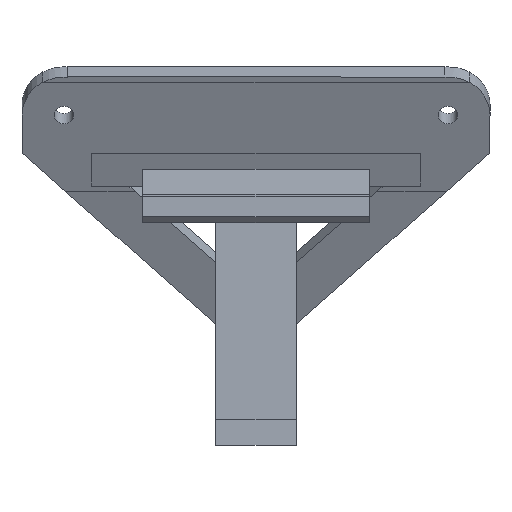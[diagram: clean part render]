
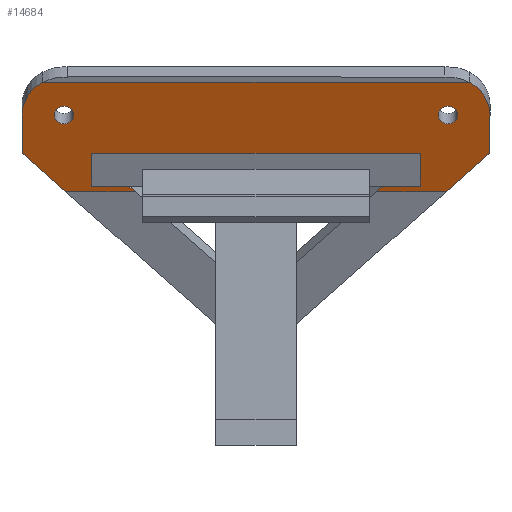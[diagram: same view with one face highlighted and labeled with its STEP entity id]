
A CAD part, front view. The second image highlights one B-rep face of the part: STEP entity #14684.
In plain terms, the highlighted planar face has unit normal (0, -0.906, -0.423).
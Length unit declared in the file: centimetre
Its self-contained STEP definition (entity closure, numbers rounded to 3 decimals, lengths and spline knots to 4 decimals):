
#50=FACE_BOUND('',#2247,.T.);
#51=FACE_BOUND('',#2248,.T.);
#429=CIRCLE('',#15706,0.2408);
#430=CIRCLE('',#15708,0.2408);
#431=CIRCLE('',#15713,1.0389);
#432=CIRCLE('',#15714,1.0389);
#1479=FACE_OUTER_BOUND('',#2246,.T.);
#2246=EDGE_LOOP('',(#13384,#13385,#13386,#13387,#13388,#13389,#13390,#13391,
#13392,#13393,#13394,#13395,#13396,#13397,#13398,#13399));
#2247=EDGE_LOOP('',(#13400));
#2248=EDGE_LOOP('',(#13401));
#3871=LINE('',#24543,#5540);
#3874=LINE('',#24548,#5543);
#3878=LINE('',#24555,#5547);
#3883=LINE('',#24589,#5552);
#3884=LINE('',#24591,#5553);
#3885=LINE('',#24592,#5554);
#3901=LINE('',#24624,#5570);
#3903=LINE('',#24628,#5572);
#3908=LINE('',#24636,#5577);
#3912=LINE('',#24648,#5581);
#3913=LINE('',#24651,#5582);
#3919=LINE('',#24661,#5588);
#3920=LINE('',#24665,#5589);
#3921=LINE('',#24668,#5590);
#5540=VECTOR('',#19300,1.);
#5543=VECTOR('',#19303,1.);
#5547=VECTOR('',#19309,1.);
#5552=VECTOR('',#19322,1.);
#5553=VECTOR('',#19323,1.);
#5554=VECTOR('',#19324,1.);
#5570=VECTOR('',#19350,1.);
#5572=VECTOR('',#19354,1.);
#5577=VECTOR('',#19359,1.);
#5581=VECTOR('',#19373,1.);
#5582=VECTOR('',#19376,1.);
#5588=VECTOR('',#19386,1.);
#5589=VECTOR('',#19389,1.);
#5590=VECTOR('',#19392,1.);
#6992=VERTEX_POINT('',#24541);
#6993=VERTEX_POINT('',#24542);
#6994=VERTEX_POINT('',#24545);
#6995=VERTEX_POINT('',#24547);
#6997=VERTEX_POINT('',#24553);
#6998=VERTEX_POINT('',#24588);
#6999=VERTEX_POINT('',#24590);
#7010=VERTEX_POINT('',#24623);
#7011=VERTEX_POINT('',#24627);
#7014=VERTEX_POINT('',#24634);
#7015=VERTEX_POINT('',#24638);
#7016=VERTEX_POINT('',#24642);
#7017=VERTEX_POINT('',#24646);
#7018=VERTEX_POINT('',#24650);
#7020=VERTEX_POINT('',#24660);
#7021=VERTEX_POINT('',#24662);
#7022=VERTEX_POINT('',#24664);
#7023=VERTEX_POINT('',#24666);
#9100=EDGE_CURVE('',#6992,#6993,#3871,.T.);
#9103=EDGE_CURVE('',#6995,#6994,#3874,.T.);
#9107=EDGE_CURVE('',#6994,#6997,#3878,.T.);
#9114=EDGE_CURVE('',#6998,#6993,#3883,.T.);
#9115=EDGE_CURVE('',#6999,#6995,#3884,.T.);
#9116=EDGE_CURVE('',#6998,#6999,#3885,.T.);
#9132=EDGE_CURVE('',#7010,#6992,#3901,.T.);
#9134=EDGE_CURVE('',#7011,#7010,#3903,.T.);
#9139=EDGE_CURVE('',#6997,#7014,#3908,.T.);
#9140=EDGE_CURVE('',#7015,#7015,#429,.T.);
#9142=EDGE_CURVE('',#7016,#7016,#430,.T.);
#9145=EDGE_CURVE('',#7014,#7017,#3912,.T.);
#9146=EDGE_CURVE('',#7018,#7011,#3913,.T.);
#9152=EDGE_CURVE('',#7017,#7020,#3919,.T.);
#9153=EDGE_CURVE('',#7020,#7021,#431,.T.);
#9154=EDGE_CURVE('',#7022,#7021,#3920,.T.);
#9155=EDGE_CURVE('',#7022,#7023,#432,.T.);
#9156=EDGE_CURVE('',#7023,#7018,#3921,.T.);
#13384=ORIENTED_EDGE('',*,*,#9103,.T.);
#13385=ORIENTED_EDGE('',*,*,#9107,.T.);
#13386=ORIENTED_EDGE('',*,*,#9139,.T.);
#13387=ORIENTED_EDGE('',*,*,#9145,.T.);
#13388=ORIENTED_EDGE('',*,*,#9152,.T.);
#13389=ORIENTED_EDGE('',*,*,#9153,.T.);
#13390=ORIENTED_EDGE('',*,*,#9154,.F.);
#13391=ORIENTED_EDGE('',*,*,#9155,.T.);
#13392=ORIENTED_EDGE('',*,*,#9156,.T.);
#13393=ORIENTED_EDGE('',*,*,#9146,.T.);
#13394=ORIENTED_EDGE('',*,*,#9134,.T.);
#13395=ORIENTED_EDGE('',*,*,#9132,.T.);
#13396=ORIENTED_EDGE('',*,*,#9100,.T.);
#13397=ORIENTED_EDGE('',*,*,#9114,.F.);
#13398=ORIENTED_EDGE('',*,*,#9116,.T.);
#13399=ORIENTED_EDGE('',*,*,#9115,.T.);
#13400=ORIENTED_EDGE('',*,*,#9140,.T.);
#13401=ORIENTED_EDGE('',*,*,#9142,.T.);
#13948=PLANE('',#15712);
#14684=ADVANCED_FACE('',(#1479,#50,#51),#13948,.T.);
#15706=AXIS2_PLACEMENT_3D('',#24639,#19362,#19363);
#15708=AXIS2_PLACEMENT_3D('',#24643,#19367,#19368);
#15712=AXIS2_PLACEMENT_3D('',#24659,#19384,#19385);
#15713=AXIS2_PLACEMENT_3D('',#24663,#19387,#19388);
#15714=AXIS2_PLACEMENT_3D('',#24667,#19390,#19391);
#19300=DIRECTION('',(-1.,0.,0.));
#19303=DIRECTION('',(-1.,0.,0.));
#19309=DIRECTION('',(-0.716,0.295,-0.632));
#19322=DIRECTION('',(0.,0.423,-0.906));
#19323=DIRECTION('',(0.,0.423,-0.906));
#19324=DIRECTION('',(1.,0.,0.));
#19350=DIRECTION('',(-0.716,-0.295,0.632));
#19354=DIRECTION('',(1.,0.,0.));
#19359=DIRECTION('',(1.,0.,0.));
#19362=DIRECTION('center_axis',(0.,0.906,0.423));
#19363=DIRECTION('ref_axis',(0.,-0.423,0.906));
#19367=DIRECTION('center_axis',(0.,0.906,0.423));
#19368=DIRECTION('ref_axis',(0.,-0.423,0.906));
#19373=DIRECTION('',(0.716,-0.295,0.632));
#19376=DIRECTION('',(0.716,0.295,-0.632));
#19384=DIRECTION('center_axis',(0.,-0.906,-0.423));
#19385=DIRECTION('ref_axis',(0.,0.423,-0.906));
#19386=DIRECTION('',(0.,-0.423,0.906));
#19387=DIRECTION('center_axis',(0.,-0.906,-0.423));
#19388=DIRECTION('ref_axis',(0.,-0.423,0.906));
#19389=DIRECTION('',(1.,0.,0.));
#19390=DIRECTION('center_axis',(0.,-0.906,-0.423));
#19391=DIRECTION('ref_axis',(0.,-0.423,0.906));
#19392=DIRECTION('',(0.,0.423,-0.906));
#24541=CARTESIAN_POINT('',(-3.1444,2.4581,5.7631));
#24542=CARTESIAN_POINT('',(-4.0687,2.4581,5.7631));
#24543=CARTESIAN_POINT('',(-2.0344,2.4581,5.7631));
#24545=CARTESIAN_POINT('',(3.1444,2.4581,5.7631));
#24547=CARTESIAN_POINT('',(4.0687,2.4581,5.7631));
#24548=CARTESIAN_POINT('',(-2.0344,2.4581,5.7631));
#24553=CARTESIAN_POINT('',(2.9882,2.5224,5.6253));
#24555=CARTESIAN_POINT('',(3.5089,2.3081,6.0848));
#24588=CARTESIAN_POINT('',(-4.0687,2.0778,6.5788));
#24589=CARTESIAN_POINT('',(-4.0687,2.0778,6.5788));
#24590=CARTESIAN_POINT('',(4.0687,2.0778,6.5788));
#24591=CARTESIAN_POINT('',(4.0687,1.6681,7.4573));
#24592=CARTESIAN_POINT('',(-2.0344,2.0778,6.5788));
#24623=CARTESIAN_POINT('',(-2.9882,2.5224,5.6253));
#24624=CARTESIAN_POINT('',(-1.7307,3.0399,4.5156));
#24627=CARTESIAN_POINT('',(-4.7083,2.5224,5.6253));
#24628=CARTESIAN_POINT('',(0.,2.5224,5.6253));
#24634=CARTESIAN_POINT('',(4.7083,2.5224,5.6253));
#24636=CARTESIAN_POINT('',(0.,2.5224,5.6253));
#24638=CARTESIAN_POINT('',(4.9908,1.6387,7.5203));
#24639=CARTESIAN_POINT('Origin',(4.75,1.6387,7.5203));
#24642=CARTESIAN_POINT('',(-4.5092,1.6387,7.5203));
#24643=CARTESIAN_POINT('Origin',(-4.75,1.6387,7.5203));
#24646=CARTESIAN_POINT('',(5.7889,2.0778,6.5788));
#24648=CARTESIAN_POINT('',(2.3931,3.4751,3.5822));
#24650=CARTESIAN_POINT('',(-5.7889,2.0778,6.5788));
#24651=CARTESIAN_POINT('',(-4.7875,2.4898,5.6952));
#24659=CARTESIAN_POINT('Origin',(0.,1.2585,8.3358));
#24660=CARTESIAN_POINT('',(5.7889,1.6387,7.5203));
#24661=CARTESIAN_POINT('',(5.7889,1.6681,7.4573));
#24662=CARTESIAN_POINT('',(5.2694,1.2585,8.3358));
#24663=CARTESIAN_POINT('Origin',(4.75,1.6387,7.5204));
#24664=CARTESIAN_POINT('',(-5.2694,1.2585,8.3358));
#24665=CARTESIAN_POINT('',(0.,1.2585,8.3358));
#24666=CARTESIAN_POINT('',(-5.7889,1.6387,7.5203));
#24667=CARTESIAN_POINT('Origin',(-4.75,1.6387,7.5203));
#24668=CARTESIAN_POINT('',(-5.7889,1.4486,7.9281));
